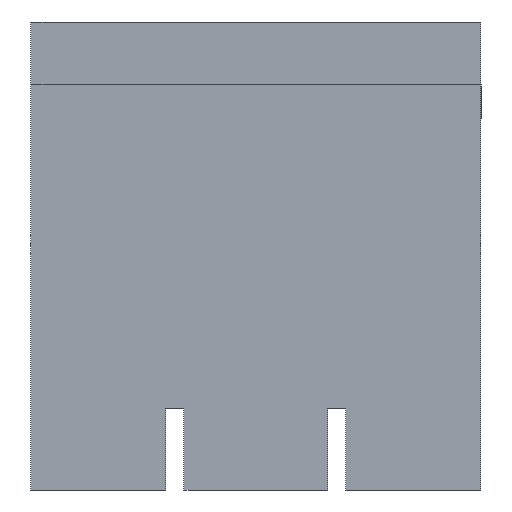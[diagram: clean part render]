
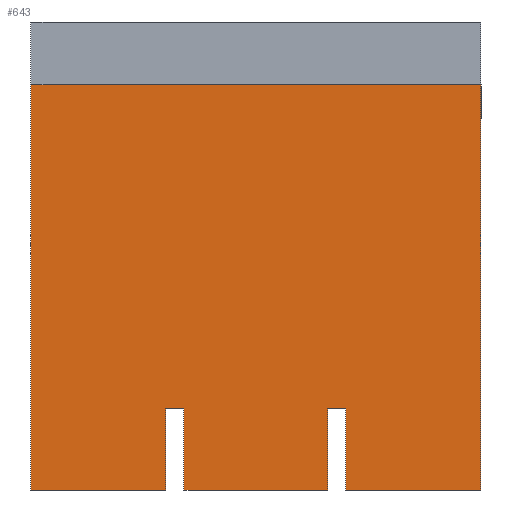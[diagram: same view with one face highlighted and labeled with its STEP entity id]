
A CAD part, front view. The second image highlights one B-rep face of the part: STEP entity #643.
In plain terms, the highlighted planar face has unit normal (0, -1, 0).
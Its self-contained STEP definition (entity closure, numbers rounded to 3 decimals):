
#62 = VERTEX_POINT('',#63);
#63 = CARTESIAN_POINT('',(-27.046,-18.5,0.));
#110 = VERTEX_POINT('',#111);
#111 = CARTESIAN_POINT('',(22.954,-18.5,0.));
#310 = EDGE_CURVE('',#110,#62,#311,.T.);
#311 = LINE('',#312,#313);
#312 = CARTESIAN_POINT('',(22.954,-18.5,0.));
#313 = VECTOR('',#314,1.);
#314 = DIRECTION('',(-1.,0.,0.));
#333 = VERTEX_POINT('',#334);
#334 = CARTESIAN_POINT('',(-27.046,-18.5,-45.));
#340 = EDGE_CURVE('',#62,#333,#341,.T.);
#341 = LINE('',#342,#343);
#342 = CARTESIAN_POINT('',(-27.046,-18.5,0.));
#343 = VECTOR('',#344,1.);
#344 = DIRECTION('',(0.,0.,-1.));
#386 = EDGE_CURVE('',#110,#387,#389,.T.);
#387 = VERTEX_POINT('',#388);
#388 = CARTESIAN_POINT('',(22.954,-18.5,-45.));
#389 = LINE('',#390,#391);
#390 = CARTESIAN_POINT('',(22.954,-18.5,0.));
#391 = VECTOR('',#392,1.);
#392 = DIRECTION('',(0.,0.,-1.));
#643 = ADVANCED_FACE('',(#644),#719,.T.);
#644 = FACE_BOUND('',#645,.T.);
#645 = EDGE_LOOP('',(#646,#647,#648,#656,#664,#672,#680,#688,#696,#704,
    #712,#718));
#646 = ORIENTED_EDGE('',*,*,#310,.T.);
#647 = ORIENTED_EDGE('',*,*,#340,.T.);
#648 = ORIENTED_EDGE('',*,*,#649,.T.);
#649 = EDGE_CURVE('',#333,#650,#652,.T.);
#650 = VERTEX_POINT('',#651);
#651 = CARTESIAN_POINT('',(-12.046,-18.5,-45.));
#652 = LINE('',#653,#654);
#653 = CARTESIAN_POINT('',(-27.046,-18.5,-45.));
#654 = VECTOR('',#655,1.);
#655 = DIRECTION('',(1.,0.,0.));
#656 = ORIENTED_EDGE('',*,*,#657,.F.);
#657 = EDGE_CURVE('',#658,#650,#660,.T.);
#658 = VERTEX_POINT('',#659);
#659 = CARTESIAN_POINT('',(-12.046,-18.5,-36.));
#660 = LINE('',#661,#662);
#661 = CARTESIAN_POINT('',(-12.046,-18.5,-22.5));
#662 = VECTOR('',#663,1.);
#663 = DIRECTION('',(-0.,-0.,-1.));
#664 = ORIENTED_EDGE('',*,*,#665,.F.);
#665 = EDGE_CURVE('',#666,#658,#668,.T.);
#666 = VERTEX_POINT('',#667);
#667 = CARTESIAN_POINT('',(-10.046,-18.5,-36.));
#668 = LINE('',#669,#670);
#669 = CARTESIAN_POINT('',(-19.546,-18.5,-36.));
#670 = VECTOR('',#671,1.);
#671 = DIRECTION('',(-1.,0.,0.));
#672 = ORIENTED_EDGE('',*,*,#673,.F.);
#673 = EDGE_CURVE('',#674,#666,#676,.T.);
#674 = VERTEX_POINT('',#675);
#675 = CARTESIAN_POINT('',(-10.046,-18.5,-45.));
#676 = LINE('',#677,#678);
#677 = CARTESIAN_POINT('',(-10.046,-18.5,-18.));
#678 = VECTOR('',#679,1.);
#679 = DIRECTION('',(0.,0.,1.));
#680 = ORIENTED_EDGE('',*,*,#681,.T.);
#681 = EDGE_CURVE('',#674,#682,#684,.T.);
#682 = VERTEX_POINT('',#683);
#683 = CARTESIAN_POINT('',(5.954,-18.5,-45.));
#684 = LINE('',#685,#686);
#685 = CARTESIAN_POINT('',(-27.046,-18.5,-45.));
#686 = VECTOR('',#687,1.);
#687 = DIRECTION('',(1.,0.,0.));
#688 = ORIENTED_EDGE('',*,*,#689,.F.);
#689 = EDGE_CURVE('',#690,#682,#692,.T.);
#690 = VERTEX_POINT('',#691);
#691 = CARTESIAN_POINT('',(5.954,-18.5,-36.));
#692 = LINE('',#693,#694);
#693 = CARTESIAN_POINT('',(5.954,-18.5,-22.5));
#694 = VECTOR('',#695,1.);
#695 = DIRECTION('',(-0.,-0.,-1.));
#696 = ORIENTED_EDGE('',*,*,#697,.F.);
#697 = EDGE_CURVE('',#698,#690,#700,.T.);
#698 = VERTEX_POINT('',#699);
#699 = CARTESIAN_POINT('',(7.954,-18.5,-36.));
#700 = LINE('',#701,#702);
#701 = CARTESIAN_POINT('',(-10.546,-18.5,-36.));
#702 = VECTOR('',#703,1.);
#703 = DIRECTION('',(-1.,0.,0.));
#704 = ORIENTED_EDGE('',*,*,#705,.F.);
#705 = EDGE_CURVE('',#706,#698,#708,.T.);
#706 = VERTEX_POINT('',#707);
#707 = CARTESIAN_POINT('',(7.954,-18.5,-45.));
#708 = LINE('',#709,#710);
#709 = CARTESIAN_POINT('',(7.954,-18.5,-18.));
#710 = VECTOR('',#711,1.);
#711 = DIRECTION('',(0.,0.,1.));
#712 = ORIENTED_EDGE('',*,*,#713,.T.);
#713 = EDGE_CURVE('',#706,#387,#714,.T.);
#714 = LINE('',#715,#716);
#715 = CARTESIAN_POINT('',(-27.046,-18.5,-45.));
#716 = VECTOR('',#717,1.);
#717 = DIRECTION('',(1.,0.,0.));
#718 = ORIENTED_EDGE('',*,*,#386,.F.);
#719 = PLANE('',#720);
#720 = AXIS2_PLACEMENT_3D('',#721,#722,#723);
#721 = CARTESIAN_POINT('',(-27.046,-18.5,0.));
#722 = DIRECTION('',(0.,-1.,0.));
#723 = DIRECTION('',(1.,0.,0.));
